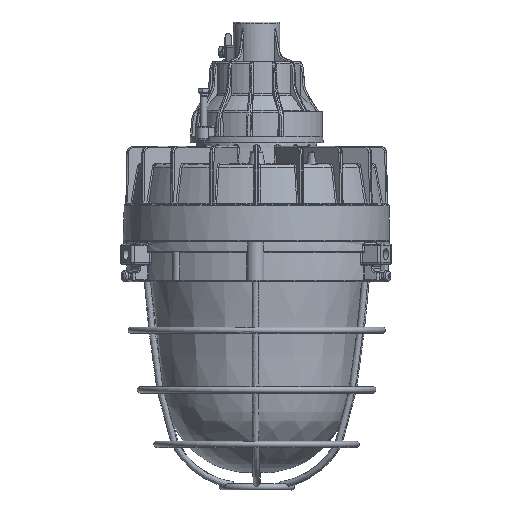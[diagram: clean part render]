
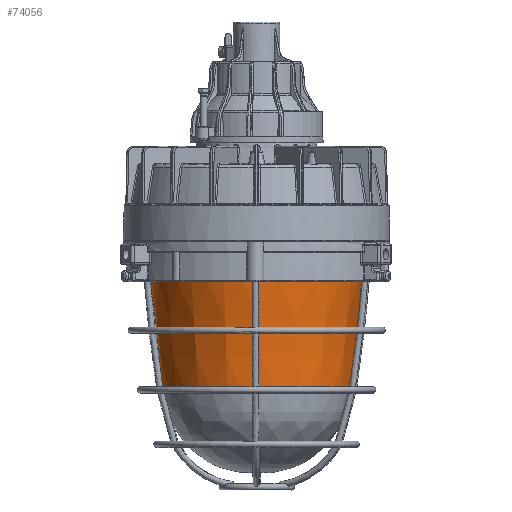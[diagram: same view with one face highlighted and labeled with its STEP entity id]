
A CAD part, left-side view. The second image highlights one B-rep face of the part: STEP entity #74056.
In plain terms, the highlighted conical face has half-angle 6.116 degrees and reference radius 75.5 mm.
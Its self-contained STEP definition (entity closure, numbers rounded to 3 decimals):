
#74022=CARTESIAN_POINT('',(-42.449,67.809,-27.438));
#74023=VERTEX_POINT('',#74022);
#74024=CARTESIAN_POINT('',(0.,0.,-27.438));
#74025=DIRECTION('',(0.0,0.0,-1.0));
#74026=DIRECTION('',(-0.531,0.848,0.0));
#74027=AXIS2_PLACEMENT_3D('',#74024,#74025,#74026);
#74028=CIRCLE('',#74027,80.);
#74029=EDGE_CURVE('',#74023,#74023,#74028,.T.);
#74037=CARTESIAN_POINT('',(0.,0.,-69.438));
#74038=DIRECTION('',(0.0,0.0,1.0));
#74039=DIRECTION('',(-0.531,0.848,0.0));
#74040=AXIS2_PLACEMENT_3D('',#74037,#74038,#74039);
#74041=CONICAL_SURFACE('',#74040,75.5,6.116);
#74042=CARTESIAN_POINT('',(-37.674,60.18,-111.438));
#74043=VERTEX_POINT('',#74042);
#74044=CARTESIAN_POINT('',(0.,0.,-111.438));
#74045=DIRECTION('',(0.0,0.0,-1.0));
#74046=DIRECTION('',(-0.531,0.848,0.0));
#74047=AXIS2_PLACEMENT_3D('',#74044,#74045,#74046);
#74048=CIRCLE('',#74047,71.);
#74049=EDGE_CURVE('',#74043,#74043,#74048,.T.);
#74050=ORIENTED_EDGE('',*,*,#74049,.F.);
#74051=EDGE_LOOP('',(#74050));
#74052=FACE_OUTER_BOUND('',#74051,.T.);
#74053=ORIENTED_EDGE('',*,*,#74029,.T.);
#74054=EDGE_LOOP('',(#74053));
#74055=FACE_BOUND('',#74054,.T.);
#74056=ADVANCED_FACE('',(#74052,#74055),#74041,.T.);
